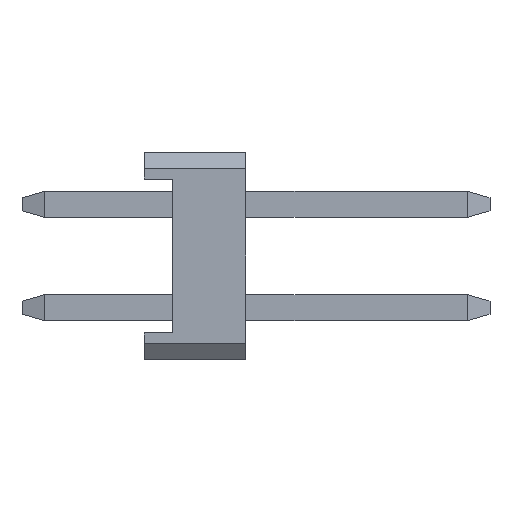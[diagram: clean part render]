
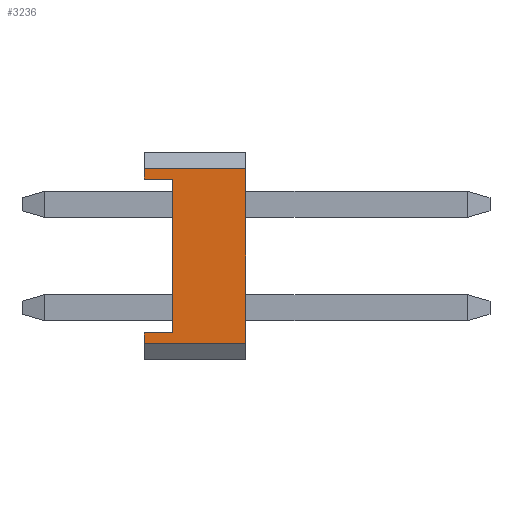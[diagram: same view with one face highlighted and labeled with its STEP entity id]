
A CAD part, left-side view. The second image highlights one B-rep face of the part: STEP entity #3236.
In plain terms, the highlighted planar face has unit normal (-1, 0, 0).
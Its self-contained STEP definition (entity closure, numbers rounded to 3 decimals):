
#1970=EDGE_CURVE('',#4948,#2662,#5666,.T.);
#2008=EDGE_CURVE('',#2662,#3064,#5710,.T.);
#2662=VERTEX_POINT('',#6430);
#2974=EDGE_CURVE('',#3064,#4508,#6800,.T.);
#3064=VERTEX_POINT('',#6897);
#3236=ADVANCED_FACE('',(#7083),#7084,.T.);
#3268=EDGE_CURVE('',#3698,#3404,#7121,.T.);
#3404=VERTEX_POINT('',#7272);
#3698=VERTEX_POINT('',#7592);
#4224=EDGE_CURVE('',#3404,#4948,#8153,.T.);
#4420=EDGE_CURVE('',#4508,#4582,#8372,.T.);
#4508=VERTEX_POINT('',#8471);
#4582=VERTEX_POINT('',#8552);
#4608=EDGE_CURVE('',#4826,#3698,#8582,.T.);
#4826=VERTEX_POINT('',#8820);
#4948=VERTEX_POINT('',#8956);
#5040=EDGE_CURVE('',#4826,#4582,#9059,.T.);
#5666=LINE('',#9790,#9791);
#5710=LINE('',#9854,#9855);
#6430=CARTESIAN_POINT('',(-10.16,0.,-1.89));
#6800=LINE('',#11408,#11409);
#6897=CARTESIAN_POINT('',(-10.16,0.,-2.147));
#7083=FACE_OUTER_BOUND('',#11828,.T.);
#7084=PLANE('',#11829);
#7121=LINE('',#11887,#11888);
#7272=CARTESIAN_POINT('',(-10.16,-0.7,1.89));
#7592=CARTESIAN_POINT('',(-10.16,0.,1.89));
#8153=LINE('',#13407,#13408);
#8372=LINE('',#13726,#13727);
#8471=CARTESIAN_POINT('',(-10.16,-2.5,-2.147));
#8552=CARTESIAN_POINT('',(-10.16,-2.5,2.147));
#8582=LINE('',#14028,#14029);
#8820=CARTESIAN_POINT('',(-10.16,0.,2.147));
#8956=CARTESIAN_POINT('',(-10.16,-0.7,-1.89));
#9059=LINE('',#14725,#14726);
#9790=CARTESIAN_POINT('',(-10.16,0.075,-1.89));
#9791=VECTOR('',#15652,1.0);
#9854=CARTESIAN_POINT('',(-10.16,0.,2.147));
#9855=VECTOR('',#15711,1.0);
#11408=CARTESIAN_POINT('',(-10.16,0.,-2.147));
#11409=VECTOR('',#16887,1.0);
#11828=EDGE_LOOP('',(#17129,#17130,#17131,#17132,#17133,#17134,#17135,#17136));
#11829=AXIS2_PLACEMENT_3D('',#17137,#17138,#17139);
#11887=CARTESIAN_POINT('',(-10.16,0.075,1.89));
#11888=VECTOR('',#17191,1.0);
#13407=CARTESIAN_POINT('',(-10.16,-0.7,-1.073));
#13408=VECTOR('',#18078,1.0);
#13726=CARTESIAN_POINT('',(-10.16,-2.5,2.147));
#13727=VECTOR('',#18318,1.0);
#14028=CARTESIAN_POINT('',(-10.16,0.,2.147));
#14029=VECTOR('',#18565,1.0);
#14725=CARTESIAN_POINT('',(-10.16,0.,2.147));
#14726=VECTOR('',#19042,1.0);
#15652=DIRECTION('',(0.0,1.0,0.));
#15711=DIRECTION('',(0.0,0.,-1.0));
#16887=DIRECTION('',(0.0,-1.0,0.));
#17129=ORIENTED_EDGE('',*,*,#1970,.T.);
#17130=ORIENTED_EDGE('',*,*,#2008,.T.);
#17131=ORIENTED_EDGE('',*,*,#2974,.T.);
#17132=ORIENTED_EDGE('',*,*,#4420,.T.);
#17133=ORIENTED_EDGE('',*,*,#5040,.F.);
#17134=ORIENTED_EDGE('',*,*,#4608,.T.);
#17135=ORIENTED_EDGE('',*,*,#3268,.T.);
#17136=ORIENTED_EDGE('',*,*,#4224,.T.);
#17137=CARTESIAN_POINT('',(-10.16,0.,-2.147));
#17138=DIRECTION('',(-1.0,0.0,0.0));
#17139=DIRECTION('',(0.0,0.,-1.0));
#17191=DIRECTION('',(0.0,-1.0,0.));
#18078=DIRECTION('',(0.0,0.,-1.0));
#18318=DIRECTION('',(0.0,0.,1.0));
#18565=DIRECTION('',(0.0,0.,-1.0));
#19042=DIRECTION('',(0.0,-1.0,0.));
